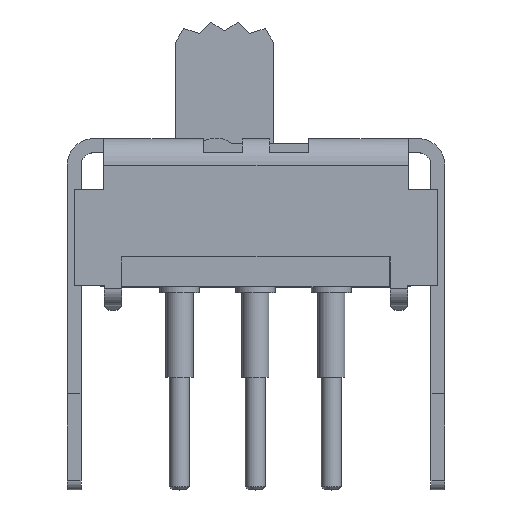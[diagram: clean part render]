
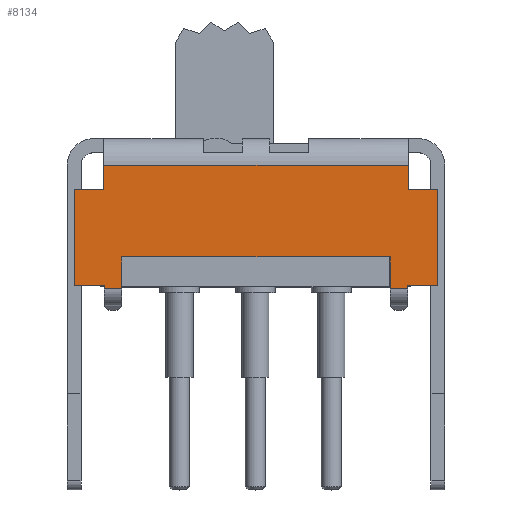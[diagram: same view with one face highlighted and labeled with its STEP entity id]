
A CAD part, top view. The second image highlights one B-rep face of the part: STEP entity #8134.
In plain terms, the highlighted planar face has unit normal (0, 0, 1).
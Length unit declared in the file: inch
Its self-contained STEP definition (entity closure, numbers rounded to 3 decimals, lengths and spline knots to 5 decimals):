
#809=FACE_OUTER_BOUND('',#1262,.T.);
#1262=EDGE_LOOP('',(#6625,#6626,#6627,#6628,#6629,#6630,#6631,#6632,#6633,
#6634,#6635,#6636,#6637,#6638,#6639,#6640));
#1826=LINE('',#12525,#2665);
#1828=LINE('',#12529,#2667);
#1866=LINE('',#12652,#2705);
#1991=LINE('',#12978,#2830);
#1996=LINE('',#12988,#2835);
#2042=LINE('',#13081,#2881);
#2043=LINE('',#13083,#2882);
#2044=LINE('',#13085,#2883);
#2045=LINE('',#13087,#2884);
#2046=LINE('',#13089,#2885);
#2047=LINE('',#13091,#2886);
#2048=LINE('',#13093,#2887);
#2049=LINE('',#13095,#2888);
#2050=LINE('',#13097,#2889);
#2051=LINE('',#13099,#2890);
#2052=LINE('',#13100,#2891);
#2665=VECTOR('',#10262,0.3937);
#2667=VECTOR('',#10266,0.3937);
#2705=VECTOR('',#10368,0.3937);
#2830=VECTOR('',#10663,0.3937);
#2835=VECTOR('',#10672,0.3937);
#2881=VECTOR('',#10756,0.3937);
#2882=VECTOR('',#10757,0.3937);
#2883=VECTOR('',#10758,0.3937);
#2884=VECTOR('',#10759,0.3937);
#2885=VECTOR('',#10760,0.3937);
#2886=VECTOR('',#10761,0.3937);
#2887=VECTOR('',#10762,0.3937);
#2888=VECTOR('',#10763,0.3937);
#2889=VECTOR('',#10764,0.3937);
#2890=VECTOR('',#10765,0.3937);
#2891=VECTOR('',#10766,0.3937);
#3473=VERTEX_POINT('',#12522);
#3474=VERTEX_POINT('',#12524);
#3475=VERTEX_POINT('',#12528);
#3528=VERTEX_POINT('',#12650);
#3643=VERTEX_POINT('',#12975);
#3644=VERTEX_POINT('',#12977);
#3675=VERTEX_POINT('',#13080);
#3676=VERTEX_POINT('',#13082);
#3677=VERTEX_POINT('',#13084);
#3678=VERTEX_POINT('',#13086);
#3679=VERTEX_POINT('',#13088);
#3680=VERTEX_POINT('',#13090);
#3681=VERTEX_POINT('',#13092);
#3682=VERTEX_POINT('',#13094);
#3683=VERTEX_POINT('',#13096);
#3684=VERTEX_POINT('',#13098);
#4430=EDGE_CURVE('',#3474,#3473,#1826,.T.);
#4432=EDGE_CURVE('',#3475,#3474,#1828,.T.);
#4495=EDGE_CURVE('',#3473,#3528,#1866,.T.);
#4662=EDGE_CURVE('',#3644,#3643,#1991,.T.);
#4668=EDGE_CURVE('',#3475,#3643,#1996,.T.);
#4718=EDGE_CURVE('',#3675,#3528,#2042,.T.);
#4719=EDGE_CURVE('',#3676,#3675,#2043,.T.);
#4720=EDGE_CURVE('',#3677,#3676,#2044,.T.);
#4721=EDGE_CURVE('',#3678,#3677,#2045,.T.);
#4722=EDGE_CURVE('',#3678,#3679,#2046,.T.);
#4723=EDGE_CURVE('',#3679,#3680,#2047,.T.);
#4724=EDGE_CURVE('',#3681,#3680,#2048,.T.);
#4725=EDGE_CURVE('',#3681,#3682,#2049,.T.);
#4726=EDGE_CURVE('',#3682,#3683,#2050,.T.);
#4727=EDGE_CURVE('',#3683,#3684,#2051,.T.);
#4728=EDGE_CURVE('',#3644,#3684,#2052,.T.);
#6625=ORIENTED_EDGE('',*,*,#4668,.F.);
#6626=ORIENTED_EDGE('',*,*,#4432,.T.);
#6627=ORIENTED_EDGE('',*,*,#4430,.T.);
#6628=ORIENTED_EDGE('',*,*,#4495,.T.);
#6629=ORIENTED_EDGE('',*,*,#4718,.F.);
#6630=ORIENTED_EDGE('',*,*,#4719,.F.);
#6631=ORIENTED_EDGE('',*,*,#4720,.F.);
#6632=ORIENTED_EDGE('',*,*,#4721,.F.);
#6633=ORIENTED_EDGE('',*,*,#4722,.T.);
#6634=ORIENTED_EDGE('',*,*,#4723,.T.);
#6635=ORIENTED_EDGE('',*,*,#4724,.F.);
#6636=ORIENTED_EDGE('',*,*,#4725,.T.);
#6637=ORIENTED_EDGE('',*,*,#4726,.T.);
#6638=ORIENTED_EDGE('',*,*,#4727,.T.);
#6639=ORIENTED_EDGE('',*,*,#4728,.F.);
#6640=ORIENTED_EDGE('',*,*,#4662,.T.);
#7354=PLANE('',#8810);
#8134=ADVANCED_FACE('',(#809),#7354,.T.);
#8810=AXIS2_PLACEMENT_3D('',#13079,#10754,#10755);
#10262=DIRECTION('',(1.,0.,0.));
#10266=DIRECTION('',(0.,1.,0.));
#10368=DIRECTION('',(0.,-1.,0.));
#10663=DIRECTION('',(0.,-1.,0.));
#10672=DIRECTION('',(-1.,0.,0.));
#10754=DIRECTION('center_axis',(0.,0.,1.));
#10755=DIRECTION('ref_axis',(-1.,0.,0.));
#10756=DIRECTION('',(-1.,0.,0.));
#10757=DIRECTION('',(0.,-1.,0.));
#10758=DIRECTION('',(-1.,0.,0.));
#10759=DIRECTION('',(0.,-1.,0.));
#10760=DIRECTION('',(-1.,0.,0.));
#10761=DIRECTION('',(0.,1.,0.));
#10762=DIRECTION('',(1.,0.,0.));
#10763=DIRECTION('',(0.,-1.,0.));
#10764=DIRECTION('',(-1.,0.,0.));
#10765=DIRECTION('',(0.,-1.,0.));
#10766=DIRECTION('',(-1.,0.,0.));
#12522=CARTESIAN_POINT('',(0.09468,0.12977,0.162));
#12524=CARTESIAN_POINT('',(-0.33032,0.12977,0.162));
#12525=CARTESIAN_POINT('',(-0.26582,0.12977,0.162));
#12528=CARTESIAN_POINT('',(-0.33032,0.07977,0.162));
#12529=CARTESIAN_POINT('',(-0.33032,0.20077,0.162));
#12650=CARTESIAN_POINT('',(0.09468,0.07977,0.162));
#12652=CARTESIAN_POINT('',(0.09468,0.22327,0.162));
#12975=CARTESIAN_POINT('',(-0.35732,0.07977,0.162));
#12977=CARTESIAN_POINT('',(-0.35732,0.08477,0.162));
#12978=CARTESIAN_POINT('',(-0.35732,0.08477,0.162));
#12988=CARTESIAN_POINT('',(-0.15957,0.07977,0.162));
#13079=CARTESIAN_POINT('Origin',(-0.20132,0.31677,0.162));
#13080=CARTESIAN_POINT('',(0.12168,0.07977,0.162));
#13081=CARTESIAN_POINT('',(-0.15957,0.07977,0.162));
#13082=CARTESIAN_POINT('',(0.12168,0.08477,0.162));
#13083=CARTESIAN_POINT('',(0.12168,0.08477,0.162));
#13084=CARTESIAN_POINT('',(0.16968,0.08477,0.162));
#13085=CARTESIAN_POINT('',(-0.40532,0.08477,0.162));
#13086=CARTESIAN_POINT('',(0.16968,0.23677,0.162));
#13087=CARTESIAN_POINT('',(0.16968,0.29477,0.162));
#13088=CARTESIAN_POINT('',(0.12268,0.23677,0.162));
#13089=CARTESIAN_POINT('',(-0.01582,0.23677,0.162));
#13090=CARTESIAN_POINT('',(0.12268,0.27477,0.162));
#13091=CARTESIAN_POINT('',(0.12268,0.27677,0.162));
#13092=CARTESIAN_POINT('',(-0.35832,0.27477,0.162));
#13093=CARTESIAN_POINT('',(-0.252,0.27477,0.162));
#13094=CARTESIAN_POINT('',(-0.35832,0.23677,0.162));
#13095=CARTESIAN_POINT('',(-0.35832,0.31677,0.162));
#13096=CARTESIAN_POINT('',(-0.40532,0.23677,0.162));
#13097=CARTESIAN_POINT('',(-0.27982,0.23677,0.162));
#13098=CARTESIAN_POINT('',(-0.40532,0.08477,0.162));
#13099=CARTESIAN_POINT('',(-0.40532,0.29477,0.162));
#13100=CARTESIAN_POINT('',(-0.40532,0.08477,0.162));
